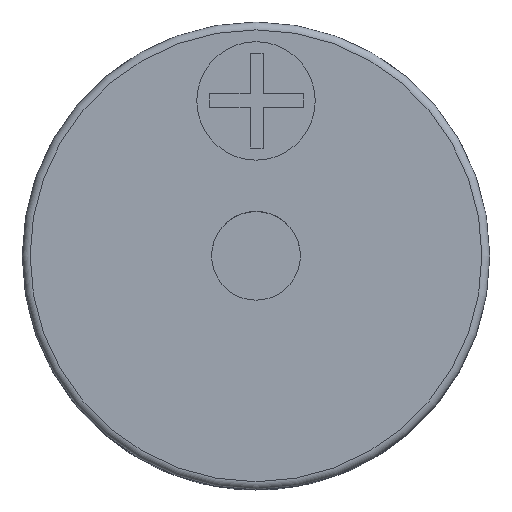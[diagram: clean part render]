
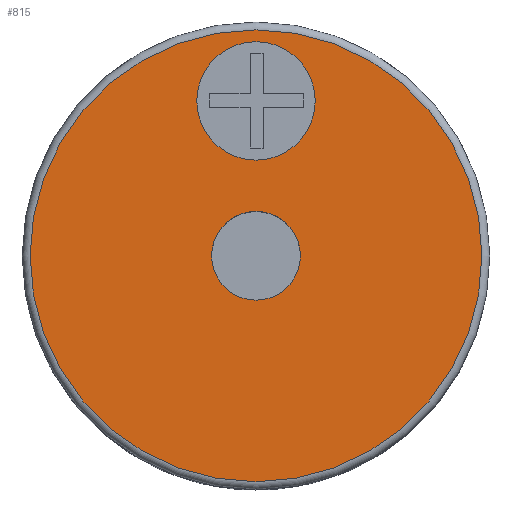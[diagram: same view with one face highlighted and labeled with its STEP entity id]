
A CAD part, top view. The second image highlights one B-rep face of the part: STEP entity #815.
In plain terms, the highlighted planar face has unit normal (0, 0, 1).
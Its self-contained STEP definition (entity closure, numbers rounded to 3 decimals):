
#15=FACE_BOUND('',#151,.T.);
#16=FACE_BOUND('',#152,.T.);
#56=PLANE('',#911);
#99=FACE_OUTER_BOUND('',#150,.T.);
#150=EDGE_LOOP('',(#693,#694));
#151=EDGE_LOOP('',(#695));
#152=EDGE_LOOP('',(#696));
#338=CIRCLE('',#900,1.5);
#340=CIRCLE('',#904,5.725);
#344=CIRCLE('',#908,5.725);
#346=CIRCLE('',#912,1.125);
#406=VERTEX_POINT('',#1339);
#408=VERTEX_POINT('',#1346);
#409=VERTEX_POINT('',#1347);
#413=VERTEX_POINT('',#1360);
#504=EDGE_CURVE('',#406,#406,#338,.T.);
#507=EDGE_CURVE('',#408,#409,#340,.T.);
#511=EDGE_CURVE('',#409,#408,#344,.T.);
#514=EDGE_CURVE('',#413,#413,#346,.T.);
#693=ORIENTED_EDGE('',*,*,#507,.F.);
#694=ORIENTED_EDGE('',*,*,#511,.F.);
#695=ORIENTED_EDGE('',*,*,#504,.T.);
#696=ORIENTED_EDGE('',*,*,#514,.T.);
#815=ADVANCED_FACE('',(#99,#15,#16),#56,.T.);
#900=AXIS2_PLACEMENT_3D('',#1340,#1088,#1089);
#904=AXIS2_PLACEMENT_3D('',#1348,#1097,#1098);
#908=AXIS2_PLACEMENT_3D('',#1354,#1105,#1106);
#911=AXIS2_PLACEMENT_3D('',#1359,#1112,#1113);
#912=AXIS2_PLACEMENT_3D('',#1361,#1114,#1115);
#1088=DIRECTION('center_axis',(0.,0.,-1.));
#1089=DIRECTION('ref_axis',(0.,-1.,0.));
#1097=DIRECTION('center_axis',(0.,0.,-1.));
#1098=DIRECTION('ref_axis',(0.,-1.,0.));
#1105=DIRECTION('center_axis',(0.,0.,-1.));
#1106=DIRECTION('ref_axis',(0.,-1.,0.));
#1112=DIRECTION('center_axis',(0.,0.,1.));
#1113=DIRECTION('ref_axis',(0.,1.,0.));
#1114=DIRECTION('center_axis',(0.,0.,-1.));
#1115=DIRECTION('ref_axis',(0.,-1.,0.));
#1339=CARTESIAN_POINT('',(0.005,1.495,8.25));
#1340=CARTESIAN_POINT('Origin',(0.005,-0.005,8.25));
#1346=CARTESIAN_POINT('',(0.005,1.795,8.25));
#1347=CARTESIAN_POINT('',(0.005,-9.655,8.25));
#1348=CARTESIAN_POINT('Origin',(0.005,-3.93,8.25));
#1354=CARTESIAN_POINT('Origin',(0.005,-3.93,8.25));
#1359=CARTESIAN_POINT('Origin',(0.005,-3.93,8.25));
#1360=CARTESIAN_POINT('',(0.005,-2.805,8.25));
#1361=CARTESIAN_POINT('Origin',(0.005,-3.93,8.25));
